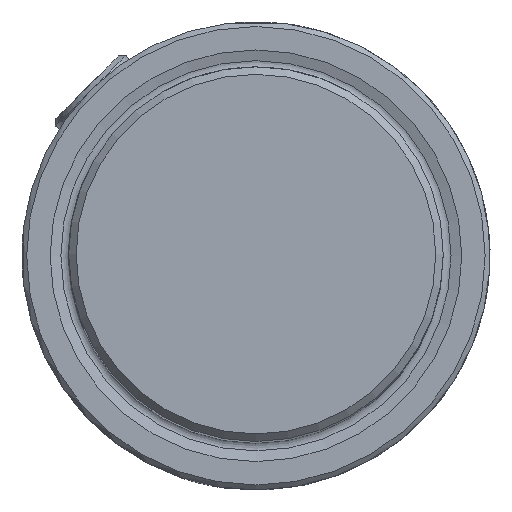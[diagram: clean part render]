
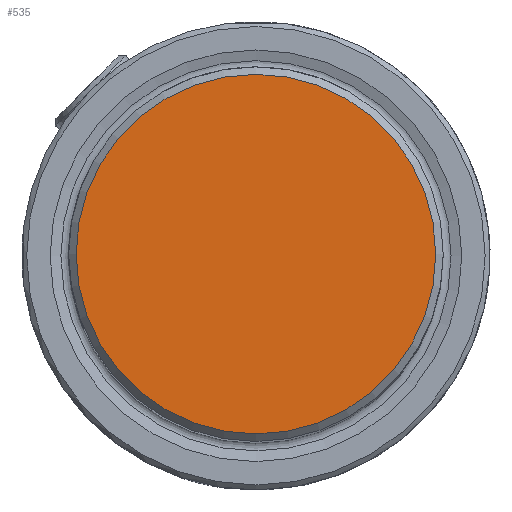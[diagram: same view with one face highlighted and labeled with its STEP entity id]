
A CAD part, top view. The second image highlights one B-rep face of the part: STEP entity #535.
In plain terms, the highlighted planar face has unit normal (0, 0, 1).
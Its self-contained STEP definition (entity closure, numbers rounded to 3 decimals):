
#403=CIRCLE('',#5090,18.287);
#535=ADVANCED_FACE('',(#936),#806,.T.);
#806=PLANE('',#5091);
#936=FACE_OUTER_BOUND('',#1179,.T.);
#1179=EDGE_LOOP('',(#1764));
#1764=ORIENTED_EDGE('',*,*,#3678,.T.);
#3178=VERTEX_POINT('',#7390);
#3678=EDGE_CURVE('',#3178,#3178,#403,.T.);
#5090=AXIS2_PLACEMENT_3D('',#7389,#5755,#5756);
#5091=AXIS2_PLACEMENT_3D('',#7391,#5757,#5758);
#5755=DIRECTION('',(0.,0.,1.));
#5756=DIRECTION('',(0.,-1.,0.));
#5757=DIRECTION('',(0.,0.,1.));
#5758=DIRECTION('',(0.,1.,0.));
#7389=CARTESIAN_POINT('',(0.,0.,95.25));
#7390=CARTESIAN_POINT('',(0.,-18.287,95.25));
#7391=CARTESIAN_POINT('',(0.,0.,95.25));
